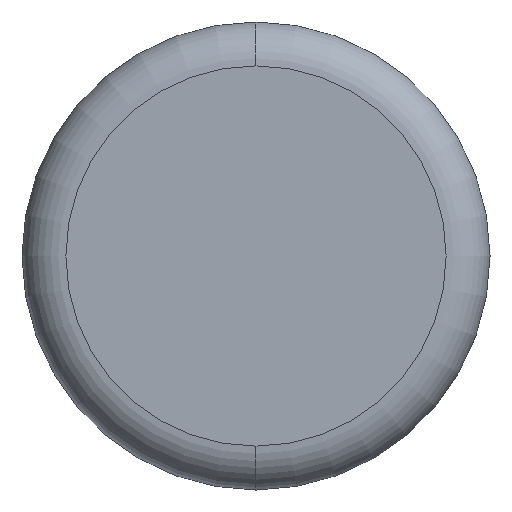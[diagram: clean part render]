
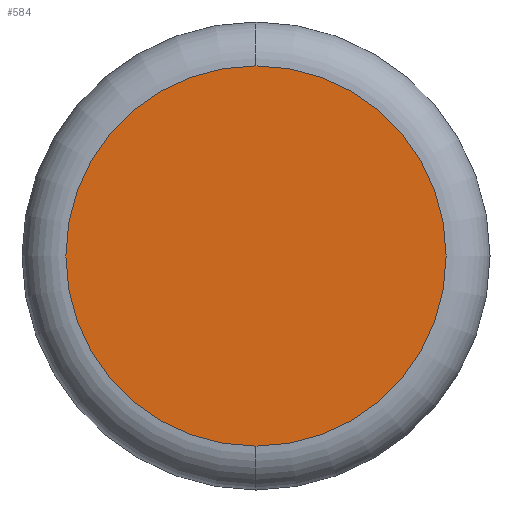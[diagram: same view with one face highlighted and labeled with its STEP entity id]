
A CAD part, left-side view. The second image highlights one B-rep face of the part: STEP entity #584.
In plain terms, the highlighted planar face has unit normal (-1, 0, 0).
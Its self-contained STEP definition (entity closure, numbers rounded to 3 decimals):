
#149 = VERTEX_POINT ( 'NONE', #5034 ) ;
#157 = AXIS2_PLACEMENT_3D ( 'NONE', #2102, #4102, #2649 ) ;
#479 = PLANE ( 'NONE',  #5175 ) ;
#576 = FACE_OUTER_BOUND ( 'NONE', #4084, .T. ) ;
#584 = ADVANCED_FACE ( 'NONE', ( #576 ), #479, .F. ) ;
#704 = CARTESIAN_POINT ( 'NONE',  ( -1.88, 0., 0.15 ) ) ;
#765 = CARTESIAN_POINT ( 'NONE',  ( -1.88, 0., 0.8 ) ) ;
#1963 = DIRECTION ( 'NONE',  ( -1., 0., 0. ) ) ;
#2036 = CARTESIAN_POINT ( 'NONE',  ( -1.88, 0., 0.8 ) ) ;
#2102 = CARTESIAN_POINT ( 'NONE',  ( -1.88, 0., 0.8 ) ) ;
#2649 = DIRECTION ( 'NONE',  ( 0., 0., -1. ) ) ;
#2689 = EDGE_CURVE ( 'NONE', #4131, #149, #5864, .T. ) ;
#2802 = DIRECTION ( 'NONE',  ( 0., 1., 0. ) ) ;
#3811 = DIRECTION ( 'NONE',  ( 1., 0., 0. ) ) ;
#4084 = EDGE_LOOP ( 'NONE', ( #6136, #6009 ) ) ;
#4089 = CIRCLE ( 'NONE', #6238, 0.65 ) ;
#4102 = DIRECTION ( 'NONE',  ( -1., 0., 0. ) ) ;
#4131 = VERTEX_POINT ( 'NONE', #704 ) ;
#5034 = CARTESIAN_POINT ( 'NONE',  ( -1.88, 0., 1.45 ) ) ;
#5175 = AXIS2_PLACEMENT_3D ( 'NONE', #765, #3811, #2802 ) ;
#5641 = DIRECTION ( 'NONE',  ( 0., 0., -1. ) ) ;
#5864 = CIRCLE ( 'NONE', #157, 0.65 ) ;
#6009 = ORIENTED_EDGE ( 'NONE', *, *, #6574, .T. ) ;
#6136 = ORIENTED_EDGE ( 'NONE', *, *, #2689, .T. ) ;
#6238 = AXIS2_PLACEMENT_3D ( 'NONE', #2036, #1963, #5641 ) ;
#6574 = EDGE_CURVE ( 'NONE', #149, #4131, #4089, .T. ) ;
